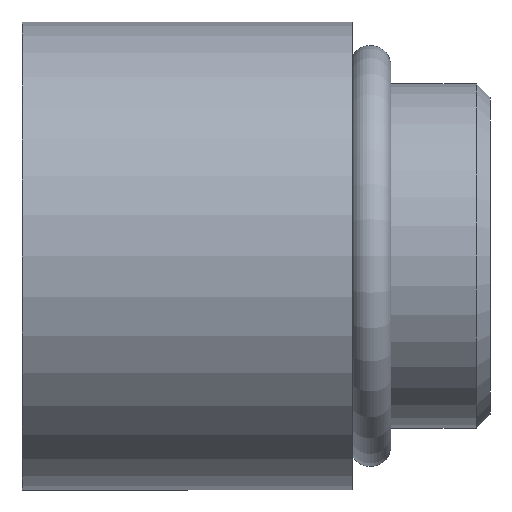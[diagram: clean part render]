
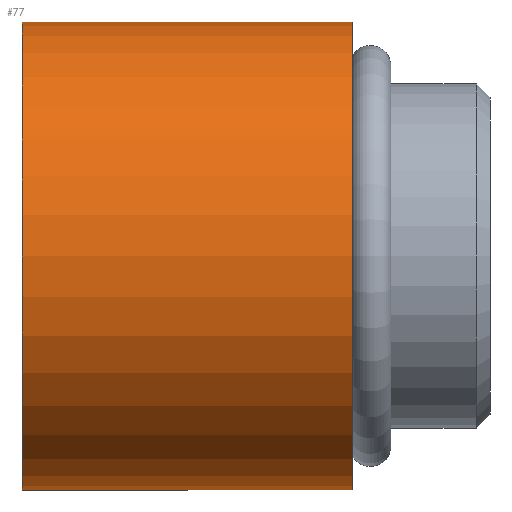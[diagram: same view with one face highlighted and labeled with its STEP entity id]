
A CAD part, left-side view. The second image highlights one B-rep face of the part: STEP entity #77.
In plain terms, the highlighted cylindrical face has radius 8.5 mm (diameter 17 mm), a partial arc.
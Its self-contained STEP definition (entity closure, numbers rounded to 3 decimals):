
#12 = CIRCLE ( 'NONE', #570, 8.5 ) ;
#18 = CIRCLE ( 'NONE', #575, 8.5 ) ;
#29 = EDGE_CURVE ( 'NONE', #208, #207, #18, .T. ) ;
#35 = EDGE_CURVE ( 'NONE', #211, #215, #12, .T. ) ;
#44 = EDGE_CURVE ( 'NONE', #211, #208, #421, .T. ) ;
#60 = EDGE_CURVE ( 'NONE', #215, #207, #470, .T. ) ;
#77 = ADVANCED_FACE ( 'NONE', ( #568 ), #569, .T. ) ;
#102 = CARTESIAN_POINT ( 'NONE',  ( 0., -10.273, 0. ) ) ;
#103 = DIRECTION ( 'NONE',  ( 0., -1., 0. ) ) ;
#104 = DIRECTION ( 'NONE',  ( 0., 0., -1. ) ) ;
#133 = CARTESIAN_POINT ( 'NONE',  ( 0., -2., -8.5 ) ) ;
#134 = CARTESIAN_POINT ( 'NONE',  ( 0., -2., 8.5 ) ) ;
#137 = CARTESIAN_POINT ( 'NONE',  ( 0., 10., 8.5 ) ) ;
#141 = CARTESIAN_POINT ( 'NONE',  ( 0., 10., -8.5 ) ) ;
#207 = VERTEX_POINT ( 'NONE', #133 ) ;
#208 = VERTEX_POINT ( 'NONE', #134 ) ;
#211 = VERTEX_POINT ( 'NONE', #137 ) ;
#215 = VERTEX_POINT ( 'NONE', #141 ) ;
#241 = ORIENTED_EDGE ( 'NONE', *, *, #29, .F. ) ;
#246 = ORIENTED_EDGE ( 'NONE', *, *, #44, .F. ) ;
#247 = ORIENTED_EDGE ( 'NONE', *, *, #35, .T. ) ;
#248 = ORIENTED_EDGE ( 'NONE', *, *, #60, .T. ) ;
#303 = EDGE_LOOP ( 'NONE', ( #246, #247, #248, #241 ) ) ;
#375 = CARTESIAN_POINT ( 'NONE',  ( 0., -2., 0. ) ) ;
#376 = DIRECTION ( 'NONE',  ( 0., -1., 0. ) ) ;
#377 = DIRECTION ( 'NONE',  ( 0., 0., -1. ) ) ;
#393 = CARTESIAN_POINT ( 'NONE',  ( 0., 10., 0. ) ) ;
#394 = DIRECTION ( 'NONE',  ( 0., -1., 0. ) ) ;
#395 = DIRECTION ( 'NONE',  ( 0., 0., -1. ) ) ;
#421 = LINE ( 'NONE', #422, #628 ) ;
#422 = CARTESIAN_POINT ( 'NONE',  ( 0., -10.273, 8.5 ) ) ;
#423 = DIRECTION ( 'NONE',  ( 0., -1., 0. ) ) ;
#470 = LINE ( 'NONE', #471, #621 ) ;
#471 = CARTESIAN_POINT ( 'NONE',  ( 0., -10.273, -8.5 ) ) ;
#472 = DIRECTION ( 'NONE',  ( 0., -1., 0. ) ) ;
#564 = AXIS2_PLACEMENT_3D ( 'NONE', #102, #103, #104 ) ;
#568 = FACE_OUTER_BOUND ( 'NONE', #303, .T. ) ;
#569 = CYLINDRICAL_SURFACE ( 'NONE', #564, 8.5 ) ;
#570 = AXIS2_PLACEMENT_3D ( 'NONE', #393, #394, #395 ) ;
#575 = AXIS2_PLACEMENT_3D ( 'NONE', #375, #376, #377 ) ;
#621 = VECTOR ( 'NONE', #472, 1000. ) ;
#628 = VECTOR ( 'NONE', #423, 1000. ) ;
